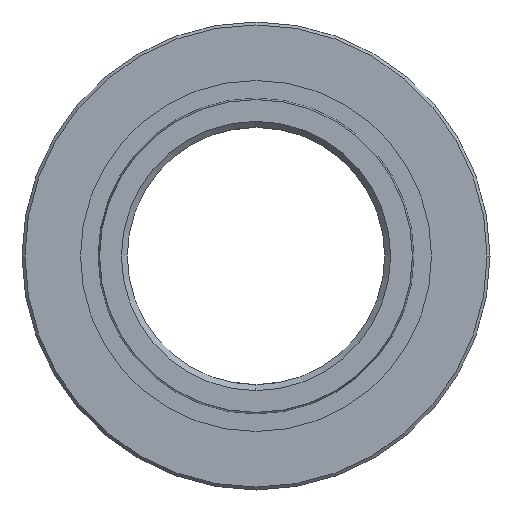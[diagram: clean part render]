
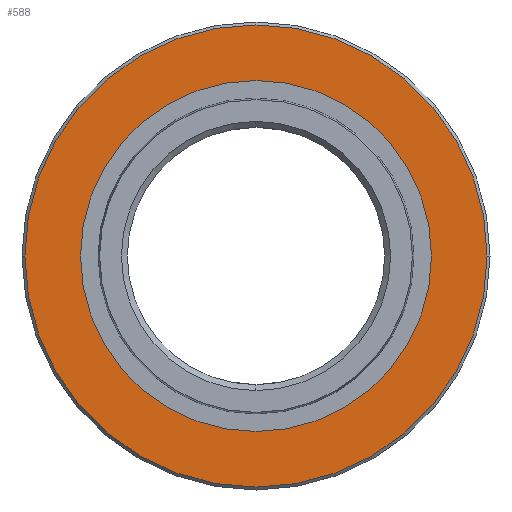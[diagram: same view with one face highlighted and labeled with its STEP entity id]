
A CAD part, front view. The second image highlights one B-rep face of the part: STEP entity #588.
In plain terms, the highlighted planar face has unit normal (0, -1, 0).
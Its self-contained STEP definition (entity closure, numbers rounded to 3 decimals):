
#9 = CIRCLE ( 'NONE', #281, 39.5 ) ;
#31 = EDGE_LOOP ( 'NONE', ( #246, #59 ) ) ;
#52 = FACE_OUTER_BOUND ( 'NONE', #999, .T. ) ;
#59 = ORIENTED_EDGE ( 'NONE', *, *, #490, .T. ) ;
#75 = AXIS2_PLACEMENT_3D ( 'NONE', #920, #357, #742 ) ;
#89 = PLANE ( 'NONE',  #656 ) ;
#102 = DIRECTION ( 'NONE',  ( -1., 0., 0. ) ) ;
#127 = CIRCLE ( 'NONE', #470, 30. ) ;
#139 = FACE_BOUND ( 'NONE', #31, .T. ) ;
#170 = DIRECTION ( 'NONE',  ( -1., 0., 0. ) ) ;
#223 = CARTESIAN_POINT ( 'NONE',  ( -39.5, -62.761, 0. ) ) ;
#246 = ORIENTED_EDGE ( 'NONE', *, *, #336, .T. ) ;
#257 = VERTEX_POINT ( 'NONE', #223 ) ;
#281 = AXIS2_PLACEMENT_3D ( 'NONE', #808, #891, #170 ) ;
#316 = AXIS2_PLACEMENT_3D ( 'NONE', #450, #995, #441 ) ;
#336 = EDGE_CURVE ( 'NONE', #799, #729, #537, .T. ) ;
#357 = DIRECTION ( 'NONE',  ( 0., 1., 0. ) ) ;
#441 = DIRECTION ( 'NONE',  ( -1., 0., 0. ) ) ;
#450 = CARTESIAN_POINT ( 'NONE',  ( 0., -62.761, 0. ) ) ;
#463 = ORIENTED_EDGE ( 'NONE', *, *, #1126, .F. ) ;
#470 = AXIS2_PLACEMENT_3D ( 'NONE', #730, #908, #902 ) ;
#490 = EDGE_CURVE ( 'NONE', #729, #799, #127, .T. ) ;
#537 = CIRCLE ( 'NONE', #316, 30. ) ;
#566 = VERTEX_POINT ( 'NONE', #663 ) ;
#588 = ADVANCED_FACE ( 'NONE', ( #52, #139 ), #89, .F. ) ;
#621 = CARTESIAN_POINT ( 'NONE',  ( -30., -62.761, 0. ) ) ;
#630 = CARTESIAN_POINT ( 'NONE',  ( 30., -62.761, 0. ) ) ;
#656 = AXIS2_PLACEMENT_3D ( 'NONE', #744, #1104, #102 ) ;
#663 = CARTESIAN_POINT ( 'NONE',  ( 39.5, -62.761, 0. ) ) ;
#729 = VERTEX_POINT ( 'NONE', #630 ) ;
#730 = CARTESIAN_POINT ( 'NONE',  ( 0., -62.761, 0. ) ) ;
#742 = DIRECTION ( 'NONE',  ( -1., 0., 0. ) ) ;
#744 = CARTESIAN_POINT ( 'NONE',  ( 39.5, -62.761, 0. ) ) ;
#795 = ORIENTED_EDGE ( 'NONE', *, *, #873, .F. ) ;
#799 = VERTEX_POINT ( 'NONE', #621 ) ;
#808 = CARTESIAN_POINT ( 'NONE',  ( 0., -62.761, 0. ) ) ;
#873 = EDGE_CURVE ( 'NONE', #566, #257, #1079, .T. ) ;
#891 = DIRECTION ( 'NONE',  ( 0., 1., 0. ) ) ;
#902 = DIRECTION ( 'NONE',  ( -1., 0., 0. ) ) ;
#908 = DIRECTION ( 'NONE',  ( 0., 1., 0. ) ) ;
#920 = CARTESIAN_POINT ( 'NONE',  ( 0., -62.761, 0. ) ) ;
#995 = DIRECTION ( 'NONE',  ( 0., 1., 0. ) ) ;
#999 = EDGE_LOOP ( 'NONE', ( #463, #795 ) ) ;
#1079 = CIRCLE ( 'NONE', #75, 39.5 ) ;
#1104 = DIRECTION ( 'NONE',  ( 0., 1., 0. ) ) ;
#1126 = EDGE_CURVE ( 'NONE', #257, #566, #9, .T. ) ;
